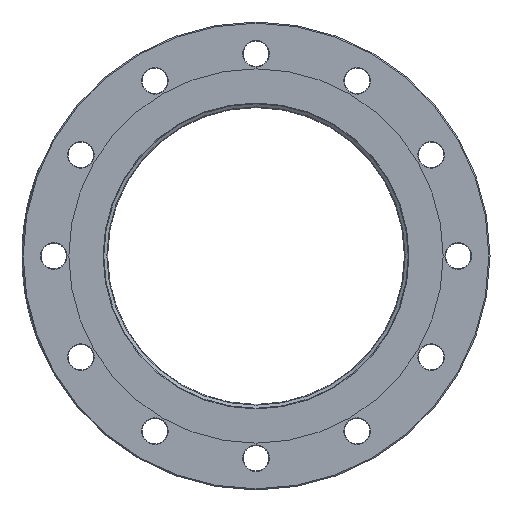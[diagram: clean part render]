
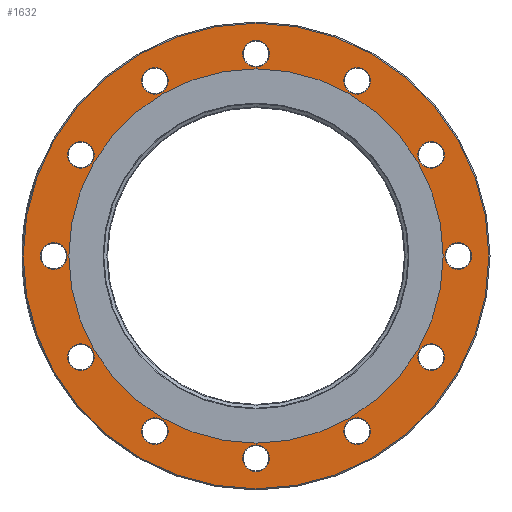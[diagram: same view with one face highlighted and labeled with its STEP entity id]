
A CAD part, left-side view. The second image highlights one B-rep face of the part: STEP entity #1632.
In plain terms, the highlighted planar face has unit normal (-1, 0, 0).
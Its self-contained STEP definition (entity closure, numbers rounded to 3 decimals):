
#273 = ORIENTED_EDGE ( 'NONE', *, *, #696, .T. ) ;
#344 = CARTESIAN_POINT ( 'NONE',  ( 3.962, 87.5, -151.554 ) ) ;
#463 = DIRECTION ( 'NONE',  ( 0., 0., -1. ) ) ;
#483 = EDGE_CURVE ( 'NONE', #2811, #2811, #8319, .T. ) ;
#539 = DIRECTION ( 'NONE',  ( 1., 0., 0. ) ) ;
#696 = EDGE_CURVE ( 'NONE', #7016, #7016, #7142, .T. ) ;
#775 = ORIENTED_EDGE ( 'NONE', *, *, #12401, .T. ) ;
#834 = VERTEX_POINT ( 'NONE', #10756 ) ;
#846 = DIRECTION ( 'NONE',  ( 0., 0., -1. ) ) ;
#941 = ORIENTED_EDGE ( 'NONE', *, *, #1158, .T. ) ;
#1067 = AXIS2_PLACEMENT_3D ( 'NONE', #344, #10789, #3745 ) ;
#1078 = CARTESIAN_POINT ( 'NONE',  ( 3.962, 87.5, 151.554 ) ) ;
#1158 = EDGE_CURVE ( 'NONE', #13435, #13435, #13633, .T. ) ;
#1183 = VERTEX_POINT ( 'NONE', #14197 ) ;
#1313 = CARTESIAN_POINT ( 'NONE',  ( 3.962, -151.554, -99. ) ) ;
#1393 = DIRECTION ( 'NONE',  ( 0., 0., -1. ) ) ;
#1489 = DIRECTION ( 'NONE',  ( 0., 0., -1. ) ) ;
#1632 = ADVANCED_FACE ( 'NONE', ( #15087, #11784, #11964, #14913, #6114, #3192, #3005, #11426, #8283, #5760, #2628, #14008, #5052, #10516 ), #7507, .F. ) ;
#1648 = EDGE_LOOP ( 'NONE', ( #2534 ) ) ;
#2156 = ORIENTED_EDGE ( 'NONE', *, *, #7219, .T. ) ;
#2265 = VERTEX_POINT ( 'NONE', #2520 ) ;
#2267 = CIRCLE ( 'NONE', #13027, 11.5 ) ;
#2284 = AXIS2_PLACEMENT_3D ( 'NONE', #14178, #11666, #2454 ) ;
#2286 = DIRECTION ( 'NONE',  ( 1., 0., 0. ) ) ;
#2318 = EDGE_CURVE ( 'NONE', #834, #834, #2267, .T. ) ;
#2383 = DIRECTION ( 'NONE',  ( 0., 0., -1. ) ) ;
#2454 = DIRECTION ( 'NONE',  ( 0., 0., -1. ) ) ;
#2520 = CARTESIAN_POINT ( 'NONE',  ( 3.962, 151.554, -99. ) ) ;
#2534 = ORIENTED_EDGE ( 'NONE', *, *, #2318, .T. ) ;
#2628 = FACE_BOUND ( 'NONE', #3510, .T. ) ;
#2632 = VERTEX_POINT ( 'NONE', #7075 ) ;
#2758 = EDGE_LOOP ( 'NONE', ( #775 ) ) ;
#2811 = VERTEX_POINT ( 'NONE', #11541 ) ;
#2819 = AXIS2_PLACEMENT_3D ( 'NONE', #9654, #539, #11976 ) ;
#2867 = AXIS2_PLACEMENT_3D ( 'NONE', #3218, #6733, #13605 ) ;
#3005 = FACE_BOUND ( 'NONE', #12162, .T. ) ;
#3029 = DIRECTION ( 'NONE',  ( 0., 0., -1. ) ) ;
#3179 = VERTEX_POINT ( 'NONE', #11942 ) ;
#3192 = FACE_BOUND ( 'NONE', #5839, .T. ) ;
#3218 = CARTESIAN_POINT ( 'NONE',  ( 3.962, -87.5, -151.554 ) ) ;
#3244 = AXIS2_PLACEMENT_3D ( 'NONE', #5305, #6467, #3029 ) ;
#3256 = DIRECTION ( 'NONE',  ( 0., 0., -1. ) ) ;
#3346 = DIRECTION ( 'NONE',  ( 1., 0., 0. ) ) ;
#3510 = EDGE_LOOP ( 'NONE', ( #4426 ) ) ;
#3607 = CARTESIAN_POINT ( 'NONE',  ( 3.962, 151.554, 87.5 ) ) ;
#3725 = CARTESIAN_POINT ( 'NONE',  ( 3.962, 151.554, -87.5 ) ) ;
#3745 = DIRECTION ( 'NONE',  ( 0., 0., -1. ) ) ;
#3909 = DIRECTION ( 'NONE',  ( 0., 0., -1. ) ) ;
#3914 = CIRCLE ( 'NONE', #2867, 11.5 ) ;
#4114 = VERTEX_POINT ( 'NONE', #9370 ) ;
#4290 = VERTEX_POINT ( 'NONE', #1313 ) ;
#4298 = AXIS2_PLACEMENT_3D ( 'NONE', #8644, #10943, #3909 ) ;
#4350 = CARTESIAN_POINT ( 'NONE',  ( 3.962, -151.554, -87.5 ) ) ;
#4389 = EDGE_CURVE ( 'NONE', #8099, #8099, #12627, .T. ) ;
#4426 = ORIENTED_EDGE ( 'NONE', *, *, #12922, .T. ) ;
#4432 = DIRECTION ( 'NONE',  ( 0., 0., -1. ) ) ;
#4628 = AXIS2_PLACEMENT_3D ( 'NONE', #9026, #10206, #11387 ) ;
#4753 = DIRECTION ( 'NONE',  ( 0., 0., -1. ) ) ;
#4876 = DIRECTION ( 'NONE',  ( 1., 0., 0. ) ) ;
#5052 = FACE_OUTER_BOUND ( 'NONE', #5348, .T. ) ;
#5183 = ORIENTED_EDGE ( 'NONE', *, *, #11282, .T. ) ;
#5203 = ORIENTED_EDGE ( 'NONE', *, *, #5234, .T. ) ;
#5234 = EDGE_CURVE ( 'NONE', #10680, #10680, #10930, .T. ) ;
#5305 = CARTESIAN_POINT ( 'NONE',  ( 3.962, -151.554, 87.5 ) ) ;
#5348 = EDGE_LOOP ( 'NONE', ( #7484 ) ) ;
#5482 = EDGE_LOOP ( 'NONE', ( #2156 ) ) ;
#5497 = AXIS2_PLACEMENT_3D ( 'NONE', #4350, #14780, #846 ) ;
#5596 = EDGE_CURVE ( 'NONE', #2632, #2632, #11486, .T. ) ;
#5760 = FACE_BOUND ( 'NONE', #10775, .T. ) ;
#5839 = EDGE_LOOP ( 'NONE', ( #13198 ) ) ;
#5889 = EDGE_LOOP ( 'NONE', ( #14312 ) ) ;
#5939 = ORIENTED_EDGE ( 'NONE', *, *, #4389, .T. ) ;
#5962 = CARTESIAN_POINT ( 'NONE',  ( 3.962, 0., 163.5 ) ) ;
#5977 = DIRECTION ( 'NONE',  ( 1., 0., 0. ) ) ;
#6114 = FACE_BOUND ( 'NONE', #11383, .T. ) ;
#6467 = DIRECTION ( 'NONE',  ( 1., 0., 0. ) ) ;
#6548 = AXIS2_PLACEMENT_3D ( 'NONE', #6873, #3346, #4432 ) ;
#6733 = DIRECTION ( 'NONE',  ( 1., 0., 0. ) ) ;
#6873 = CARTESIAN_POINT ( 'NONE',  ( 3.962, 0., -175. ) ) ;
#7016 = VERTEX_POINT ( 'NONE', #15028 ) ;
#7075 = CARTESIAN_POINT ( 'NONE',  ( 3.962, 87.5, 140.054 ) ) ;
#7139 = ORIENTED_EDGE ( 'NONE', *, *, #13777, .T. ) ;
#7142 = CIRCLE ( 'NONE', #14782, 11.5 ) ;
#7154 = CARTESIAN_POINT ( 'NONE',  ( 3.962, -175., 0. ) ) ;
#7178 = CARTESIAN_POINT ( 'NONE',  ( 3.962, 87.5, -163.054 ) ) ;
#7219 = EDGE_CURVE ( 'NONE', #12509, #12509, #3914, .T. ) ;
#7386 = AXIS2_PLACEMENT_3D ( 'NONE', #1078, #12715, #3256 ) ;
#7484 = ORIENTED_EDGE ( 'NONE', *, *, #8714, .T. ) ;
#7507 = PLANE ( 'NONE',  #2819 ) ;
#7993 = ORIENTED_EDGE ( 'NONE', *, *, #483, .T. ) ;
#8099 = VERTEX_POINT ( 'NONE', #5962 ) ;
#8120 = EDGE_CURVE ( 'NONE', #4114, #4114, #9527, .T. ) ;
#8283 = FACE_BOUND ( 'NONE', #5889, .T. ) ;
#8319 = CIRCLE ( 'NONE', #4298, 11.5 ) ;
#8445 = CARTESIAN_POINT ( 'NONE',  ( 3.962, -175., -11.5 ) ) ;
#8608 = EDGE_LOOP ( 'NONE', ( #7139 ) ) ;
#8644 = CARTESIAN_POINT ( 'NONE',  ( 3.962, -87.5, 151.554 ) ) ;
#8714 = EDGE_CURVE ( 'NONE', #3179, #3179, #15162, .T. ) ;
#8900 = CIRCLE ( 'NONE', #1067, 11.5 ) ;
#8984 = CIRCLE ( 'NONE', #9320, 161.925 ) ;
#9026 = CARTESIAN_POINT ( 'NONE',  ( 3.962, 0., 0. ) ) ;
#9320 = AXIS2_PLACEMENT_3D ( 'NONE', #12106, #14419, #1489 ) ;
#9344 = EDGE_LOOP ( 'NONE', ( #5183 ) ) ;
#9370 = CARTESIAN_POINT ( 'NONE',  ( 3.962, -151.554, 76. ) ) ;
#9527 = CIRCLE ( 'NONE', #3244, 11.5 ) ;
#9654 = CARTESIAN_POINT ( 'NONE',  ( 3.962, 0., 0. ) ) ;
#10206 = DIRECTION ( 'NONE',  ( -1., 0., 0. ) ) ;
#10516 = FACE_BOUND ( 'NONE', #2758, .T. ) ;
#10680 = VERTEX_POINT ( 'NONE', #8445 ) ;
#10756 = CARTESIAN_POINT ( 'NONE',  ( 3.962, 175., -11.5 ) ) ;
#10775 = EDGE_LOOP ( 'NONE', ( #273 ) ) ;
#10789 = DIRECTION ( 'NONE',  ( 1., 0., 0. ) ) ;
#10930 = CIRCLE ( 'NONE', #14563, 11.5 ) ;
#10943 = DIRECTION ( 'NONE',  ( 1., 0., 0. ) ) ;
#11257 = VERTEX_POINT ( 'NONE', #7178 ) ;
#11282 = EDGE_CURVE ( 'NONE', #4290, #4290, #11412, .T. ) ;
#11383 = EDGE_LOOP ( 'NONE', ( #5203 ) ) ;
#11387 = DIRECTION ( 'NONE',  ( 0., 0., -1. ) ) ;
#11412 = CIRCLE ( 'NONE', #5497, 11.5 ) ;
#11426 = FACE_BOUND ( 'NONE', #12860, .T. ) ;
#11486 = CIRCLE ( 'NONE', #7386, 11.5 ) ;
#11489 = CARTESIAN_POINT ( 'NONE',  ( 3.962, 0., -186.5 ) ) ;
#11541 = CARTESIAN_POINT ( 'NONE',  ( 3.962, -87.5, 140.054 ) ) ;
#11666 = DIRECTION ( 'NONE',  ( 1., 0., 0. ) ) ;
#11784 = FACE_BOUND ( 'NONE', #13947, .T. ) ;
#11890 = AXIS2_PLACEMENT_3D ( 'NONE', #3725, #5977, #2383 ) ;
#11942 = CARTESIAN_POINT ( 'NONE',  ( 3.962, 0., -201.438 ) ) ;
#11964 = FACE_BOUND ( 'NONE', #5482, .T. ) ;
#11976 = DIRECTION ( 'NONE',  ( 0., 0., -1. ) ) ;
#12106 = CARTESIAN_POINT ( 'NONE',  ( 3.962, 0., 0. ) ) ;
#12162 = EDGE_LOOP ( 'NONE', ( #7993 ) ) ;
#12240 = CARTESIAN_POINT ( 'NONE',  ( 3.962, 175., 0. ) ) ;
#12401 = EDGE_CURVE ( 'NONE', #1183, #1183, #8984, .T. ) ;
#12509 = VERTEX_POINT ( 'NONE', #14152 ) ;
#12627 = CIRCLE ( 'NONE', #2284, 11.5 ) ;
#12715 = DIRECTION ( 'NONE',  ( 1., 0., 0. ) ) ;
#12860 = EDGE_LOOP ( 'NONE', ( #5939 ) ) ;
#12922 = EDGE_CURVE ( 'NONE', #2265, #2265, #13896, .T. ) ;
#13027 = AXIS2_PLACEMENT_3D ( 'NONE', #12240, #14608, #463 ) ;
#13198 = ORIENTED_EDGE ( 'NONE', *, *, #8120, .T. ) ;
#13435 = VERTEX_POINT ( 'NONE', #11489 ) ;
#13605 = DIRECTION ( 'NONE',  ( 0., 0., -1. ) ) ;
#13633 = CIRCLE ( 'NONE', #6548, 11.5 ) ;
#13777 = EDGE_CURVE ( 'NONE', #11257, #11257, #8900, .T. ) ;
#13896 = CIRCLE ( 'NONE', #11890, 11.5 ) ;
#13947 = EDGE_LOOP ( 'NONE', ( #941 ) ) ;
#14008 = FACE_BOUND ( 'NONE', #1648, .T. ) ;
#14152 = CARTESIAN_POINT ( 'NONE',  ( 3.962, -87.5, -163.054 ) ) ;
#14178 = CARTESIAN_POINT ( 'NONE',  ( 3.962, 0., 175. ) ) ;
#14197 = CARTESIAN_POINT ( 'NONE',  ( 3.962, 0., -161.925 ) ) ;
#14312 = ORIENTED_EDGE ( 'NONE', *, *, #5596, .T. ) ;
#14419 = DIRECTION ( 'NONE',  ( 1., 0., 0. ) ) ;
#14563 = AXIS2_PLACEMENT_3D ( 'NONE', #7154, #4876, #1393 ) ;
#14608 = DIRECTION ( 'NONE',  ( 1., 0., 0. ) ) ;
#14780 = DIRECTION ( 'NONE',  ( 1., 0., 0. ) ) ;
#14782 = AXIS2_PLACEMENT_3D ( 'NONE', #3607, #2286, #4753 ) ;
#14913 = FACE_BOUND ( 'NONE', #9344, .T. ) ;
#15028 = CARTESIAN_POINT ( 'NONE',  ( 3.962, 151.554, 76. ) ) ;
#15087 = FACE_BOUND ( 'NONE', #8608, .T. ) ;
#15162 = CIRCLE ( 'NONE', #4628, 201.438 ) ;
